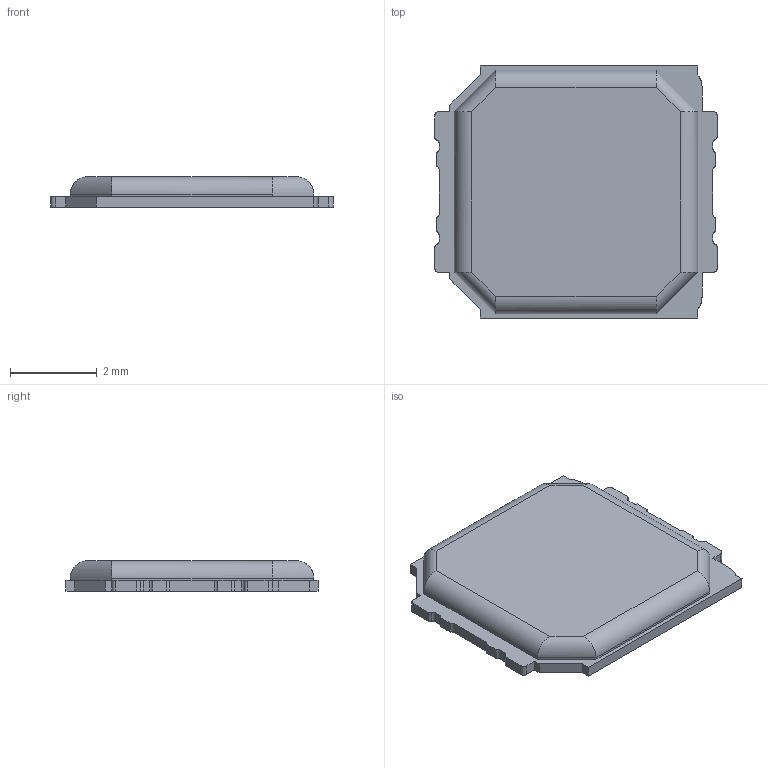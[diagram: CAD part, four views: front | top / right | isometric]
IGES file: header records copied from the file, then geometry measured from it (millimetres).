
Start section: SolidWorks IGES file using analytic representation for surfaces
Global section: file name: NFMW481AR.IGS; native system: SolidWorks 2013; preprocessor: SolidWorks 2013; author: j44486; date: 161212.160723; units: millimetre
Bounding box: 6.5 x 5.8 x 0.7 mm (x, y, z)
Surface area: 128.3 mm2 (no closed solid volume)
Topology: 0 solids, 0 shells, 144 faces, 2592 edges, 3436 vertices
Faces by surface type: bspline 106, revolution 38
